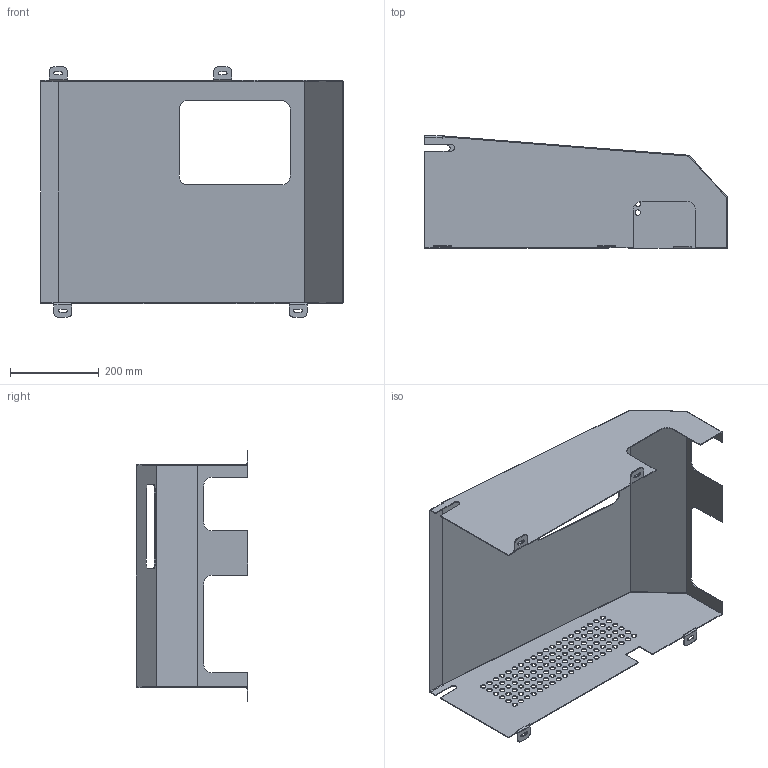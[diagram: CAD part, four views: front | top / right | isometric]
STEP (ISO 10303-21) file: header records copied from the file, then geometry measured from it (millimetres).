
FILE_DESCRIPTION (( 'STEP AP203' ), '1' );
FILE_NAME ('plech.STEP', '2016-05-06T12:56:52', ( '' ), ( '' ), 'SwSTEP 2.0', 'SolidWorks 2016', '' );
FILE_SCHEMA (( 'CONFIG_CONTROL_DESIGN' ));
Length unit declared in the file: millimetre
Products named in the file (1): plech
Bounding box: 682 x 252 x 564 mm (x, y, z)
Volume: 1219480.1 mm3; surface area: 1244942 mm2
Topology: 1 solids, 1 shells, 416 faces, 1178 edges, 764 vertices
Faces by surface type: cylinder 288, plane 124, bspline 4
Entity records: 14283 total; most frequent: DIRECTION 2580, CARTESIAN_POINT 2411, ORIENTED_EDGE 2356, EDGE_CURVE 1178, AXIS2_PLACEMENT_3D 997, VERTEX_POINT 764, EDGE_LOOP 666, VECTOR 586
